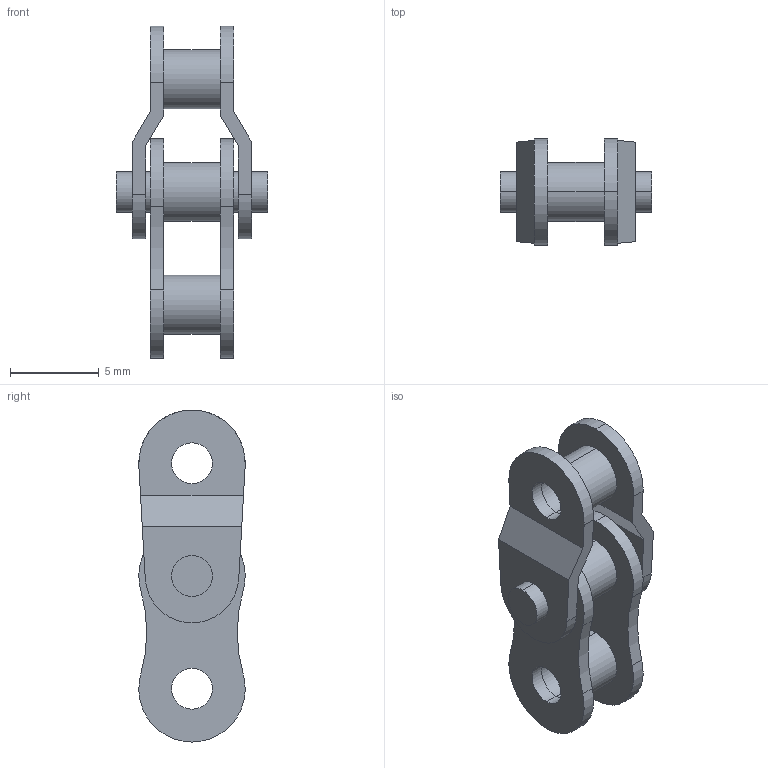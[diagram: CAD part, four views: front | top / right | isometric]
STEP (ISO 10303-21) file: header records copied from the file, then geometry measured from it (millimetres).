
FILE_DESCRIPTION (( 'STEP AP214' ), '1' );
FILE_NAME ('WCP-0888 Rev1.step', '2023-12-23T02:07:58', ( '' ), ( '' ), 'SwSTEP 2.0', 'SolidWorks 2022', '' );
FILE_SCHEMA (( 'AUTOMOTIVE_DESIGN' ));
Length unit declared in the file: inch
Products named in the file (1): WCP-0888 Rev1
Bounding box: 8.51 x 5.99 x 18.69 mm (x, y, z)
Volume: 243.2 mm3; surface area: 838.7 mm2
Topology: 8 solids, 8 shells, 74 faces, 174 edges, 116 vertices
Faces by surface type: cylinder 46, plane 28
Entity records: 2331 total; most frequent: DIRECTION 416, CARTESIAN_POINT 365, ORIENTED_EDGE 348, EDGE_CURVE 174, AXIS2_PLACEMENT_3D 167, VERTEX_POINT 116, EDGE_LOOP 96, CIRCLE 92
